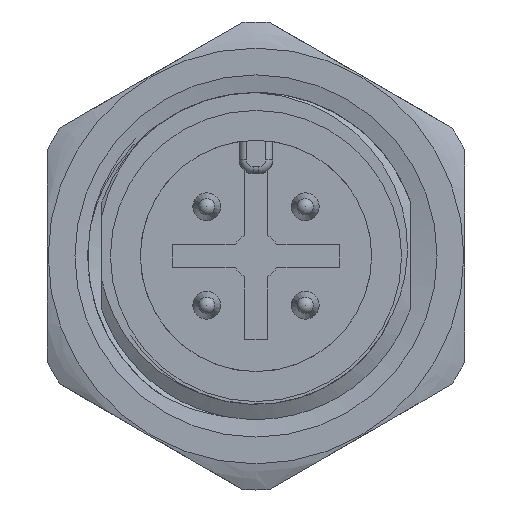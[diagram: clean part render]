
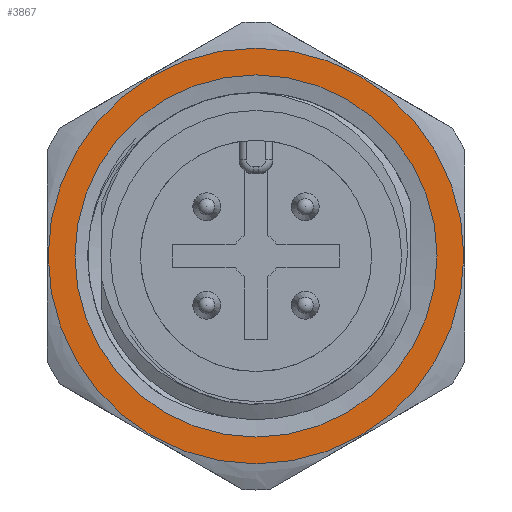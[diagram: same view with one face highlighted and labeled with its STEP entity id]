
A CAD part, front view. The second image highlights one B-rep face of the part: STEP entity #3867.
In plain terms, the highlighted planar face has unit normal (0, -1, 0).
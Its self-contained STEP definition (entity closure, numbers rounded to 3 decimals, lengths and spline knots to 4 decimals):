
#290=PLANE('',#4282);
#413=CIRCLE('',#4283,6.5);
#414=CIRCLE('',#4284,7.4595);
#1348=ORIENTED_EDGE('',*,*,#1997,.T.);
#1349=ORIENTED_EDGE('',*,*,#1998,.F.);
#1997=EDGE_CURVE('',#2404,#2404,#413,.F.);
#1998=EDGE_CURVE('',#2405,#2405,#414,.F.);
#2404=VERTEX_POINT('',#39819);
#2405=VERTEX_POINT('',#39821);
#3112=EDGE_LOOP('',(#1348));
#3113=EDGE_LOOP('',(#1349));
#3467=FACE_BOUND('',#3112,.T.);
#3468=FACE_BOUND('',#3113,.T.);
#3867=ADVANCED_FACE('',(#3467,#3468),#290,.T.);
#4282=AXIS2_PLACEMENT_3D('',#39817,#5121,#5122);
#4283=AXIS2_PLACEMENT_3D('',#39818,#5123,#5124);
#4284=AXIS2_PLACEMENT_3D('',#39820,#5125,#5126);
#5121=DIRECTION('',(0.,-1.,0.));
#5122=DIRECTION('',(0.,0.,-1.));
#5123=DIRECTION('',(0.,-1.,0.));
#5124=DIRECTION('',(0.,0.,-1.));
#5125=DIRECTION('',(0.,-1.,0.));
#5126=DIRECTION('',(0.,0.,-1.));
#39817=CARTESIAN_POINT('',(0.,0.,0.));
#39818=CARTESIAN_POINT('',(0.,0.,0.));
#39819=CARTESIAN_POINT('',(0.,0.,-6.5));
#39820=CARTESIAN_POINT('',(0.,0.,0.));
#39821=CARTESIAN_POINT('',(0.,0.,-7.4595));
